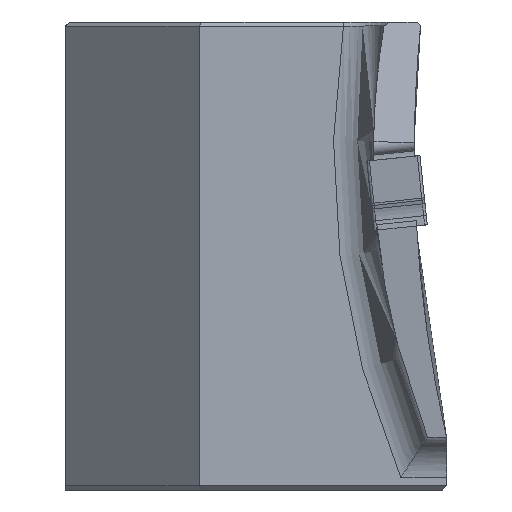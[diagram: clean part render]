
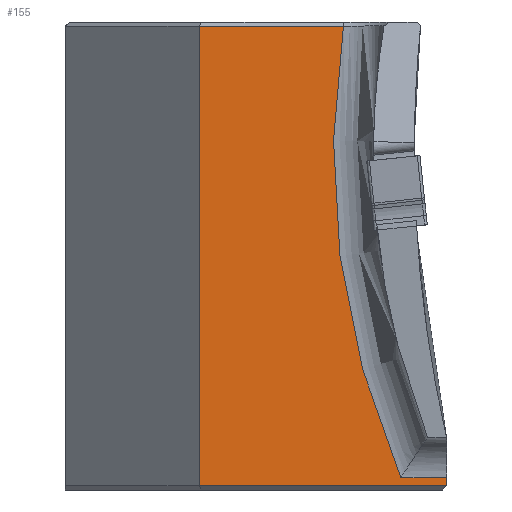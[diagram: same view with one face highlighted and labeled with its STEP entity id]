
A CAD part, left-side view. The second image highlights one B-rep face of the part: STEP entity #155.
In plain terms, the highlighted planar face has unit normal (-1, 0, 0).
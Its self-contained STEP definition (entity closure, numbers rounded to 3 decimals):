
#90=CIRCLE('',#1513,61.);
#155=ADVANCED_FACE('',(#285),#235,.F.);
#235=PLANE('',#1514);
#285=FACE_OUTER_BOUND('',#367,.T.);
#367=EDGE_LOOP('',(#550,#551,#552,#553,#554,#555));
#550=ORIENTED_EDGE('',*,*,#1027,.T.);
#551=ORIENTED_EDGE('',*,*,#1078,.T.);
#552=ORIENTED_EDGE('',*,*,#1079,.T.);
#553=ORIENTED_EDGE('',*,*,#1080,.T.);
#554=ORIENTED_EDGE('',*,*,#1081,.T.);
#555=ORIENTED_EDGE('',*,*,#1082,.T.);
#895=VERTEX_POINT('',#2087);
#896=VERTEX_POINT('',#2089);
#934=VERTEX_POINT('',#2371);
#935=VERTEX_POINT('',#2373);
#936=VERTEX_POINT('',#2375);
#937=VERTEX_POINT('',#2377);
#1027=EDGE_CURVE('',#896,#895,#1231,.T.);
#1078=EDGE_CURVE('',#895,#934,#1258,.T.);
#1079=EDGE_CURVE('',#934,#935,#90,.T.);
#1080=EDGE_CURVE('',#935,#936,#1259,.T.);
#1081=EDGE_CURVE('',#936,#937,#1260,.T.);
#1082=EDGE_CURVE('',#937,#896,#1261,.T.);
#1231=LINE('',#2088,#1366);
#1258=LINE('',#2370,#1393);
#1259=LINE('',#2374,#1394);
#1260=LINE('',#2376,#1395);
#1261=LINE('',#2378,#1396);
#1366=VECTOR('',#1655,1.);
#1393=VECTOR('',#1728,1.);
#1394=VECTOR('',#1731,1.);
#1395=VECTOR('',#1732,1.);
#1396=VECTOR('',#1733,1.);
#1513=AXIS2_PLACEMENT_3D('',#2372,#1729,#1730);
#1514=AXIS2_PLACEMENT_3D('',#2379,#1734,#1735);
#1655=DIRECTION('',(0.,0.,1.));
#1728=DIRECTION('',(0.,1.,0.));
#1729=DIRECTION('',(1.,0.,0.));
#1730=DIRECTION('',(0.,0.,-1.));
#1731=DIRECTION('',(0.,1.,0.));
#1732=DIRECTION('',(0.,0.,-1.));
#1733=DIRECTION('',(0.,-1.,0.));
#1734=DIRECTION('',(1.,0.,0.));
#1735=DIRECTION('',(0.,0.,-1.));
#2087=CARTESIAN_POINT('',(31.,-28.5,-24.072));
#2088=CARTESIAN_POINT('',(31.,-28.5,-21.072));
#2089=CARTESIAN_POINT('',(31.,-28.5,-24.7));
#2370=CARTESIAN_POINT('',(31.,-28.5,-24.072));
#2371=CARTESIAN_POINT('',(31.,-25.078,-24.072));
#2372=CARTESIAN_POINT('',(31.,-81.041,0.2));
#2373=CARTESIAN_POINT('',(31.,-20.785,9.7));
#2374=CARTESIAN_POINT('',(31.,-81.041,9.7));
#2375=CARTESIAN_POINT('',(31.,-10.,9.7));
#2376=CARTESIAN_POINT('',(31.,-10.,10.));
#2377=CARTESIAN_POINT('',(31.,-10.,-24.7));
#2378=CARTESIAN_POINT('',(31.,-81.041,-24.7));
#2379=CARTESIAN_POINT('',(31.,-81.041,0.2));
